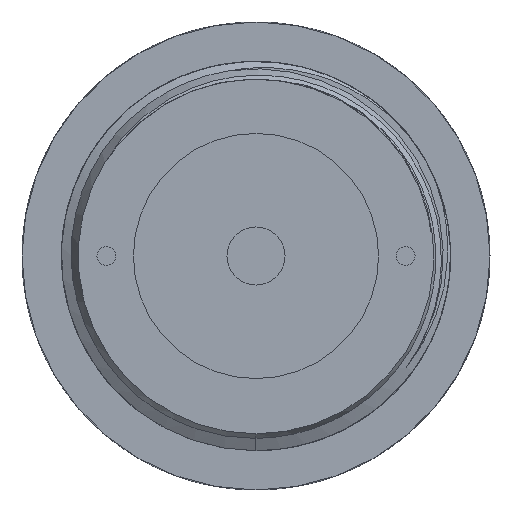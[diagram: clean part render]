
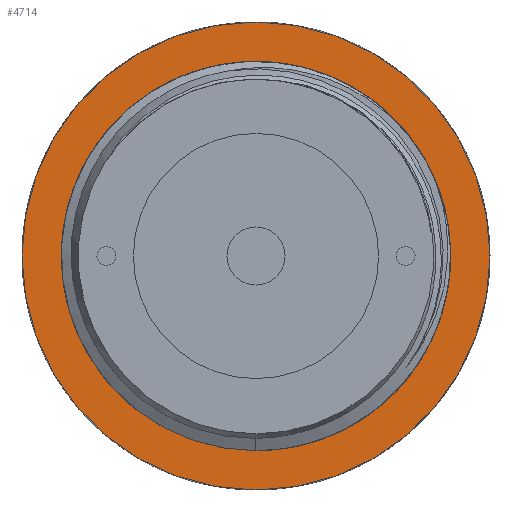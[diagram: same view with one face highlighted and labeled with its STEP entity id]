
A CAD part, left-side view. The second image highlights one B-rep face of the part: STEP entity #4714.
In plain terms, the highlighted planar face has unit normal (-1, 0, 0).
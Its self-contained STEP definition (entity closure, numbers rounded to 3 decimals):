
#22 = VERTEX_POINT('',#23);
#23 = CARTESIAN_POINT('',(181.,0.,-12.5));
#32 = CYLINDRICAL_SURFACE('',#33,12.5);
#33 = AXIS2_PLACEMENT_3D('',#34,#35,#36);
#34 = CARTESIAN_POINT('',(159.,0.,0.));
#35 = DIRECTION('',(1.,0.,0.));
#36 = DIRECTION('',(0.,0.,-1.));
#476 = EDGE_CURVE('',#22,#22,#477,.T.);
#477 = SURFACE_CURVE('',#478,(#483,#490),.PCURVE_S1.);
#478 = CIRCLE('',#479,12.5);
#479 = AXIS2_PLACEMENT_3D('',#480,#481,#482);
#480 = CARTESIAN_POINT('',(181.,0.,0.));
#481 = DIRECTION('',(1.,-0.,0.));
#482 = DIRECTION('',(0.,0.,-1.));
#483 = PCURVE('',#32,#484);
#484 = DEFINITIONAL_REPRESENTATION('',(#485),#489);
#485 = LINE('',#486,#487);
#486 = CARTESIAN_POINT('',(0.,22.));
#487 = VECTOR('',#488,1.);
#488 = DIRECTION('',(1.,0.));
#489 = ( GEOMETRIC_REPRESENTATION_CONTEXT(2) 
PARAMETRIC_REPRESENTATION_CONTEXT() REPRESENTATION_CONTEXT('2D SPACE',''
  ) );
#490 = PCURVE('',#491,#496);
#491 = PLANE('',#492);
#492 = AXIS2_PLACEMENT_3D('',#493,#494,#495);
#493 = CARTESIAN_POINT('',(181.,0.,0.));
#494 = DIRECTION('',(1.,0.,0.));
#495 = DIRECTION('',(0.,0.,-1.));
#496 = DEFINITIONAL_REPRESENTATION('',(#497),#501);
#497 = CIRCLE('',#498,12.5);
#498 = AXIS2_PLACEMENT_2D('',#499,#500);
#499 = CARTESIAN_POINT('',(0.,0.));
#500 = DIRECTION('',(1.,0.));
#501 = ( GEOMETRIC_REPRESENTATION_CONTEXT(2) 
PARAMETRIC_REPRESENTATION_CONTEXT() REPRESENTATION_CONTEXT('2D SPACE',''
  ) );
#4714 = ADVANCED_FACE('',(#4715,#4718),#491,.F.);
#4715 = FACE_BOUND('',#4716,.F.);
#4716 = EDGE_LOOP('',(#4717));
#4717 = ORIENTED_EDGE('',*,*,#476,.T.);
#4718 = FACE_BOUND('',#4719,.F.);
#4719 = EDGE_LOOP('',(#4720));
#4720 = ORIENTED_EDGE('',*,*,#4721,.F.);
#4721 = EDGE_CURVE('',#4722,#4722,#4724,.T.);
#4722 = VERTEX_POINT('',#4723);
#4723 = CARTESIAN_POINT('',(181.,0.,-10.4));
#4724 = SURFACE_CURVE('',#4725,(#4730,#4737),.PCURVE_S1.);
#4725 = CIRCLE('',#4726,10.4);
#4726 = AXIS2_PLACEMENT_3D('',#4727,#4728,#4729);
#4727 = CARTESIAN_POINT('',(181.,0.,0.));
#4728 = DIRECTION('',(1.,-0.,0.));
#4729 = DIRECTION('',(0.,0.,-1.));
#4730 = PCURVE('',#491,#4731);
#4731 = DEFINITIONAL_REPRESENTATION('',(#4732),#4736);
#4732 = CIRCLE('',#4733,10.4);
#4733 = AXIS2_PLACEMENT_2D('',#4734,#4735);
#4734 = CARTESIAN_POINT('',(0.,0.));
#4735 = DIRECTION('',(1.,0.));
#4736 = ( GEOMETRIC_REPRESENTATION_CONTEXT(2) 
PARAMETRIC_REPRESENTATION_CONTEXT() REPRESENTATION_CONTEXT('2D SPACE',''
  ) );
#4737 = PCURVE('',#4738,#4743);
#4738 = CYLINDRICAL_SURFACE('',#4739,10.4);
#4739 = AXIS2_PLACEMENT_3D('',#4740,#4741,#4742);
#4740 = CARTESIAN_POINT('',(159.,0.,0.));
#4741 = DIRECTION('',(1.,0.,0.));
#4742 = DIRECTION('',(0.,0.,-1.));
#4743 = DEFINITIONAL_REPRESENTATION('',(#4744),#4748);
#4744 = LINE('',#4745,#4746);
#4745 = CARTESIAN_POINT('',(0.,22.));
#4746 = VECTOR('',#4747,1.);
#4747 = DIRECTION('',(1.,0.));
#4748 = ( GEOMETRIC_REPRESENTATION_CONTEXT(2) 
PARAMETRIC_REPRESENTATION_CONTEXT() REPRESENTATION_CONTEXT('2D SPACE',''
  ) );
